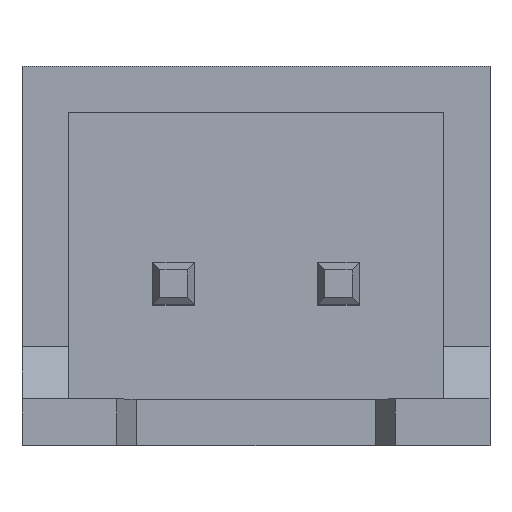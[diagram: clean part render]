
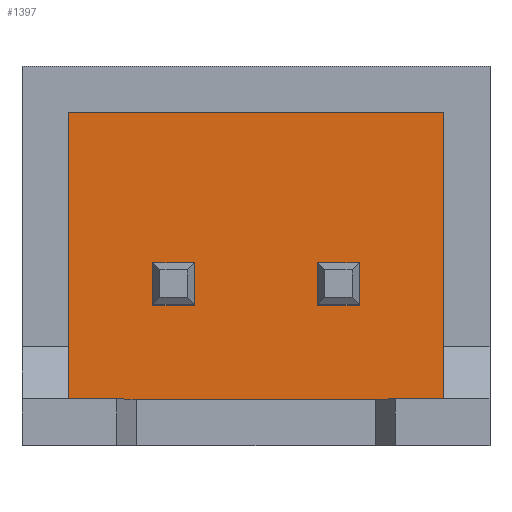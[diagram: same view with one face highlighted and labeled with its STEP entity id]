
A CAD part, top view. The second image highlights one B-rep face of the part: STEP entity #1397.
In plain terms, the highlighted planar face has unit normal (0, 0, 1).
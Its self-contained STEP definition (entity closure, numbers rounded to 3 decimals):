
#14=FACE_BOUND('',#127,.T.);
#15=FACE_BOUND('',#128,.T.);
#52=FACE_OUTER_BOUND('',#126,.T.);
#126=EDGE_LOOP('',(#1048,#1049,#1050,#1051));
#127=EDGE_LOOP('',(#1052,#1053,#1054,#1055));
#128=EDGE_LOOP('',(#1056,#1057,#1058,#1059));
#233=LINE('',#1996,#419);
#241=LINE('',#2013,#427);
#257=LINE('',#2041,#443);
#262=LINE('',#2049,#448);
#289=LINE('',#2106,#475);
#291=LINE('',#2110,#477);
#293=LINE('',#2114,#479);
#295=LINE('',#2117,#481);
#297=LINE('',#2122,#483);
#299=LINE('',#2126,#485);
#301=LINE('',#2130,#487);
#303=LINE('',#2133,#489);
#419=VECTOR('',#1616,1000.);
#427=VECTOR('',#1626,1000.);
#443=VECTOR('',#1648,1000.);
#448=VECTOR('',#1655,1000.);
#475=VECTOR('',#1706,1000.);
#477=VECTOR('',#1710,1000.);
#479=VECTOR('',#1714,1000.);
#481=VECTOR('',#1718,1000.);
#483=VECTOR('',#1722,1000.);
#485=VECTOR('',#1726,1000.);
#487=VECTOR('',#1730,1000.);
#489=VECTOR('',#1734,1000.);
#593=VERTEX_POINT('',#1993);
#594=VERTEX_POINT('',#1995);
#601=VERTEX_POINT('',#2010);
#602=VERTEX_POINT('',#2012);
#630=VERTEX_POINT('',#2103);
#631=VERTEX_POINT('',#2105);
#632=VERTEX_POINT('',#2109);
#633=VERTEX_POINT('',#2113);
#634=VERTEX_POINT('',#2119);
#635=VERTEX_POINT('',#2121);
#636=VERTEX_POINT('',#2125);
#637=VERTEX_POINT('',#2129);
#721=EDGE_CURVE('',#593,#594,#233,.T.);
#729=EDGE_CURVE('',#601,#602,#241,.T.);
#745=EDGE_CURVE('',#602,#593,#257,.T.);
#750=EDGE_CURVE('',#594,#601,#262,.T.);
#777=EDGE_CURVE('',#630,#631,#289,.T.);
#779=EDGE_CURVE('',#631,#632,#291,.T.);
#781=EDGE_CURVE('',#632,#633,#293,.T.);
#783=EDGE_CURVE('',#633,#630,#295,.T.);
#785=EDGE_CURVE('',#634,#635,#297,.T.);
#787=EDGE_CURVE('',#635,#636,#299,.T.);
#789=EDGE_CURVE('',#636,#637,#301,.T.);
#791=EDGE_CURVE('',#637,#634,#303,.T.);
#1048=ORIENTED_EDGE('',*,*,#721,.F.);
#1049=ORIENTED_EDGE('',*,*,#745,.F.);
#1050=ORIENTED_EDGE('',*,*,#729,.F.);
#1051=ORIENTED_EDGE('',*,*,#750,.F.);
#1052=ORIENTED_EDGE('',*,*,#791,.F.);
#1053=ORIENTED_EDGE('',*,*,#789,.F.);
#1054=ORIENTED_EDGE('',*,*,#787,.F.);
#1055=ORIENTED_EDGE('',*,*,#785,.F.);
#1056=ORIENTED_EDGE('',*,*,#783,.F.);
#1057=ORIENTED_EDGE('',*,*,#781,.F.);
#1058=ORIENTED_EDGE('',*,*,#779,.F.);
#1059=ORIENTED_EDGE('',*,*,#777,.F.);
#1248=PLANE('',#1485);
#1397=ADVANCED_FACE('',(#52,#14,#15),#1248,.F.);
#1485=AXIS2_PLACEMENT_3D('',#2134,#1735,#1736);
#1616=DIRECTION('',(0.,1.,0.));
#1626=DIRECTION('',(0.,-1.,0.));
#1648=DIRECTION('',(-1.,0.,0.));
#1655=DIRECTION('',(1.,0.,0.));
#1706=DIRECTION('',(0.,1.,0.));
#1710=DIRECTION('',(-1.,0.,0.));
#1714=DIRECTION('',(0.,-1.,0.));
#1718=DIRECTION('',(1.,0.,0.));
#1722=DIRECTION('',(1.,0.,0.));
#1726=DIRECTION('',(0.,1.,0.));
#1730=DIRECTION('',(-1.,0.,0.));
#1734=DIRECTION('',(0.,-1.,0.));
#1735=DIRECTION('center_axis',(0.,0.,-1.));
#1736=DIRECTION('ref_axis',(-1.,0.,0.));
#1993=CARTESIAN_POINT('',(-2.896,-1.778,0.711));
#1995=CARTESIAN_POINT('',(-2.896,2.642,0.711));
#1996=CARTESIAN_POINT('',(-2.896,-1.778,0.711));
#2010=CARTESIAN_POINT('',(2.896,2.642,0.711));
#2012=CARTESIAN_POINT('',(2.896,-1.778,0.711));
#2013=CARTESIAN_POINT('',(2.896,2.642,0.711));
#2041=CARTESIAN_POINT('',(2.896,-1.778,0.711));
#2049=CARTESIAN_POINT('',(-2.896,2.642,0.711));
#2103=CARTESIAN_POINT('',(1.59,-0.32,0.711));
#2105=CARTESIAN_POINT('',(1.59,0.32,0.711));
#2106=CARTESIAN_POINT('',(1.59,0.32,0.711));
#2109=CARTESIAN_POINT('',(0.95,0.32,0.711));
#2110=CARTESIAN_POINT('',(0.95,0.32,0.711));
#2113=CARTESIAN_POINT('',(0.95,-0.32,0.711));
#2114=CARTESIAN_POINT('',(0.95,-0.32,0.711));
#2117=CARTESIAN_POINT('',(1.59,-0.32,0.711));
#2119=CARTESIAN_POINT('',(-1.59,-0.32,0.711));
#2121=CARTESIAN_POINT('',(-0.95,-0.32,0.711));
#2122=CARTESIAN_POINT('',(-0.95,-0.32,0.711));
#2125=CARTESIAN_POINT('',(-0.95,0.32,0.711));
#2126=CARTESIAN_POINT('',(-0.95,0.32,0.711));
#2129=CARTESIAN_POINT('',(-1.59,0.32,0.711));
#2130=CARTESIAN_POINT('',(-1.59,0.32,0.711));
#2133=CARTESIAN_POINT('',(-1.59,-0.32,0.711));
#2134=CARTESIAN_POINT('Origin',(0.,0.,0.711));
